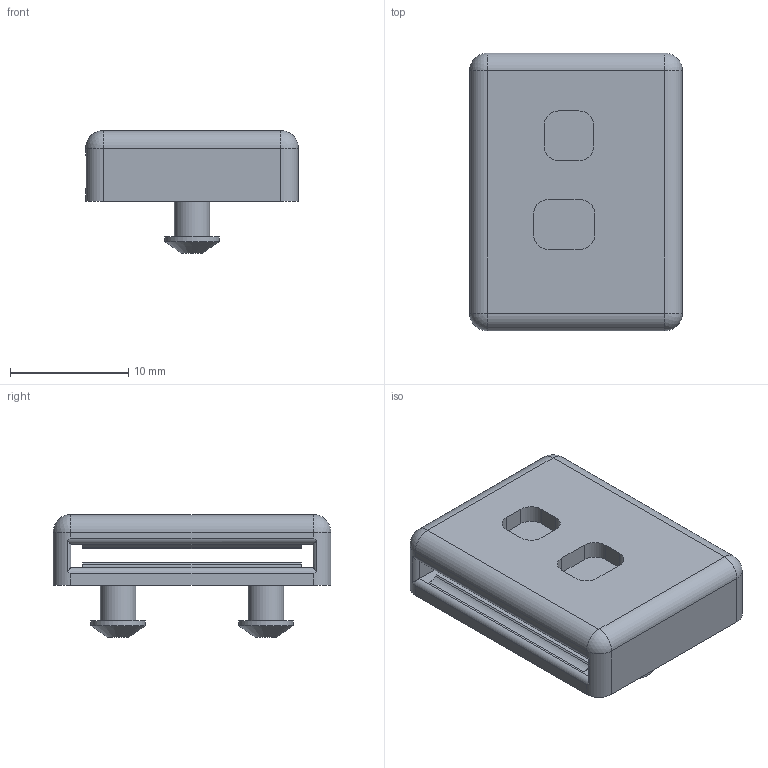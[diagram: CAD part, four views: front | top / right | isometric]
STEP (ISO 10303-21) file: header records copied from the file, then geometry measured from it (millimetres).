
FILE_DESCRIPTION(/* description */ (''),/* implementation_level */ '2;1');
FILE_NAME(/* name */ 'крепление датчика внутренней среды.step',/* time_stamp */ '2021-12-07T00:11:11+03:00',/* author */ (''),/* organization */ (''),/* preprocessor_version */ 'ST-DEVELOPER v18.1',/* originating_system */ 'Autodesk Translation Framework v10.10.0.1391',/* authorisation */ '');
FILE_SCHEMA (('AUTOMOTIVE_DESIGN { 1 0 10303 214 3 1 1 }'));
Length unit declared in the file: millimetre
Products named in the file (1): FusionComponent
Bounding box: 18 x 23.5 x 10.4 mm (x, y, z)
Volume: 1401.6 mm3; surface area: 2145.2 mm2
Topology: 1 solids, 1 shells, 76 faces, 188 edges, 118 vertices
Faces by surface type: plane 41, cylinder 29, sphere 4, cone 2
Full cylindrical faces by diameter (mm): 3 x2, 4.6 x2
Entity records: 2281 total; most frequent: CARTESIAN_POINT 395, DIRECTION 394, ORIENTED_EDGE 376, EDGE_CURVE 188, AXIS2_PLACEMENT_3D 133, LINE 128, VECTOR 128, VERTEX_POINT 118
